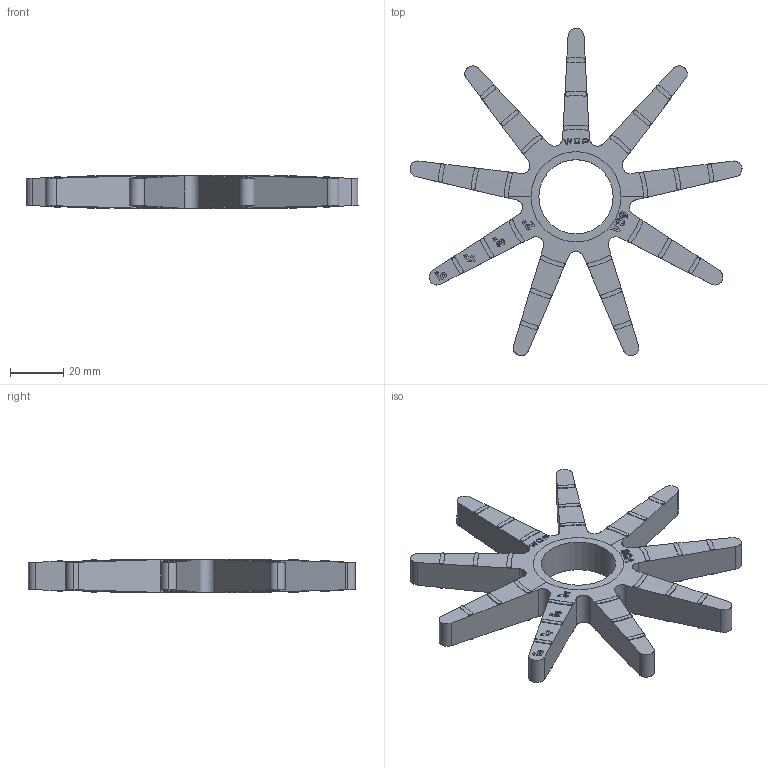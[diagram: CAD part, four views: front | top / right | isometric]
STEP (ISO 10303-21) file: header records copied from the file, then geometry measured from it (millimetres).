
FILE_DESCRIPTION (( 'STEP AP214' ), '1' );
FILE_NAME ('WCP-1357.step', '2024-02-14T01:21:45', ( '' ), ( '' ), 'SwSTEP 2.0', 'SolidWorks 2022', '' );
FILE_SCHEMA (( 'AUTOMOTIVE_DESIGN' ));
Length unit declared in the file: inch
Products named in the file (1): WCP-1357
Bounding box: 125.16 x 123.35 x 12.7 mm (x, y, z)
Volume: 44699.2 mm3; surface area: 18600.4 mm2
Topology: 1 solids, 1 shells, 839 faces, 2265 edges, 1474 vertices
Faces by surface type: plane 368, cylinder 297, bspline 104, cone 70
Entity records: 33739 total; most frequent: CARTESIAN_POINT 14461, ORIENTED_EDGE 4530, DIRECTION 3185, EDGE_CURVE 2265, VERTEX_POINT 1474, AXIS2_PLACEMENT_3D 1122, VECTOR 941, LINE 941
